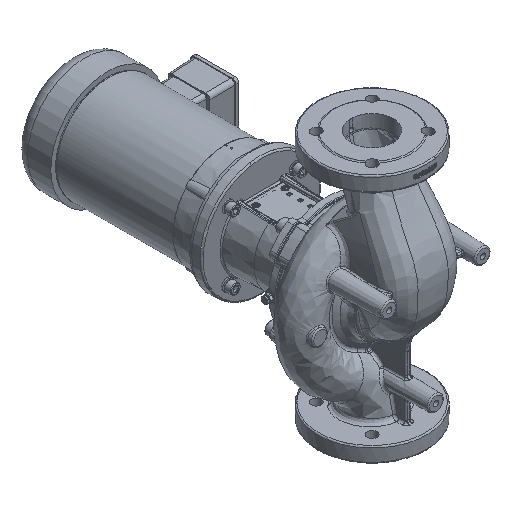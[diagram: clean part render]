
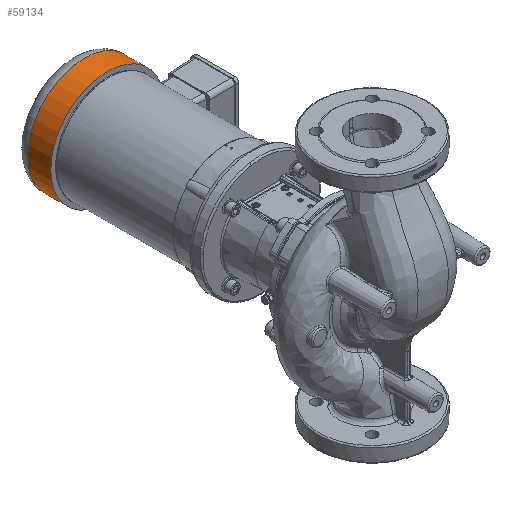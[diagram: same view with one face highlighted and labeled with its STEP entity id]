
A CAD part, isometric view. The second image highlights one B-rep face of the part: STEP entity #59134.
In plain terms, the highlighted cylindrical face has radius 109.164 mm (diameter 218.328 mm), a full revolution.
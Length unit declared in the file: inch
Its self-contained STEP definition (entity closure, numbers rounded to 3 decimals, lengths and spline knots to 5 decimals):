
#5132=CIRCLE('',#64099,4.2978);
#5133=CIRCLE('',#64100,4.2978);
#5146=CIRCLE('',#64114,4.2978);
#5147=CIRCLE('',#64115,4.2978);
#8158=FACE_OUTER_BOUND('',#11398,.T.);
#11398=EDGE_LOOP('',(#47759,#47760,#47761,#47762,#47763,#47764));
#16196=LINE('',#177115,#20182);
#20182=VECTOR('',#76138,4.2978);
#25841=VERTEX_POINT('',#177080);
#25842=VERTEX_POINT('',#177081);
#25855=VERTEX_POINT('',#177112);
#25856=VERTEX_POINT('',#177113);
#33844=EDGE_CURVE('',#25841,#25842,#5132,.T.);
#33845=EDGE_CURVE('',#25842,#25841,#5133,.T.);
#33861=EDGE_CURVE('',#25855,#25856,#5146,.T.);
#33862=EDGE_CURVE('',#25856,#25842,#16196,.T.);
#33863=EDGE_CURVE('',#25856,#25855,#5147,.T.);
#47759=ORIENTED_EDGE('',*,*,#33861,.T.);
#47760=ORIENTED_EDGE('',*,*,#33862,.T.);
#47761=ORIENTED_EDGE('',*,*,#33845,.T.);
#47762=ORIENTED_EDGE('',*,*,#33844,.T.);
#47763=ORIENTED_EDGE('',*,*,#33862,.F.);
#47764=ORIENTED_EDGE('',*,*,#33863,.T.);
#53511=CYLINDRICAL_SURFACE('',#64113,4.2978);
#59134=ADVANCED_FACE('',(#8158),#53511,.T.);
#64099=AXIS2_PLACEMENT_3D('',#177082,#76103,#76104);
#64100=AXIS2_PLACEMENT_3D('',#177083,#76105,#76106);
#64113=AXIS2_PLACEMENT_3D('',#177111,#76134,#76135);
#64114=AXIS2_PLACEMENT_3D('',#177114,#76136,#76137);
#64115=AXIS2_PLACEMENT_3D('',#177116,#76139,#76140);
#76103=DIRECTION('center_axis',(0.,1.,0.));
#76104=DIRECTION('ref_axis',(1.,0.,0.));
#76105=DIRECTION('center_axis',(0.,1.,0.));
#76106=DIRECTION('ref_axis',(1.,0.,0.));
#76134=DIRECTION('center_axis',(0.,1.,0.));
#76135=DIRECTION('ref_axis',(1.,0.,0.));
#76136=DIRECTION('center_axis',(0.,-1.,0.));
#76137=DIRECTION('ref_axis',(1.,0.,0.));
#76138=DIRECTION('',(0.,-1.,0.));
#76139=DIRECTION('center_axis',(0.,-1.,0.));
#76140=DIRECTION('ref_axis',(1.,0.,0.));
#177080=CARTESIAN_POINT('',(4.2978,17.06426,0.));
#177081=CARTESIAN_POINT('',(-4.2978,17.06426,0.));
#177082=CARTESIAN_POINT('Origin',(0.,17.06426,
0.));
#177083=CARTESIAN_POINT('Origin',(0.,17.06426,
0.));
#177111=CARTESIAN_POINT('Origin',(0.,17.06426,
0.));
#177112=CARTESIAN_POINT('',(4.2978,18.81426,0.));
#177113=CARTESIAN_POINT('',(-4.2978,18.81426,0.));
#177114=CARTESIAN_POINT('Origin',(0.,18.81426,
0.));
#177115=CARTESIAN_POINT('',(-4.2978,17.06426,0.));
#177116=CARTESIAN_POINT('Origin',(0.,18.81426,
0.));
